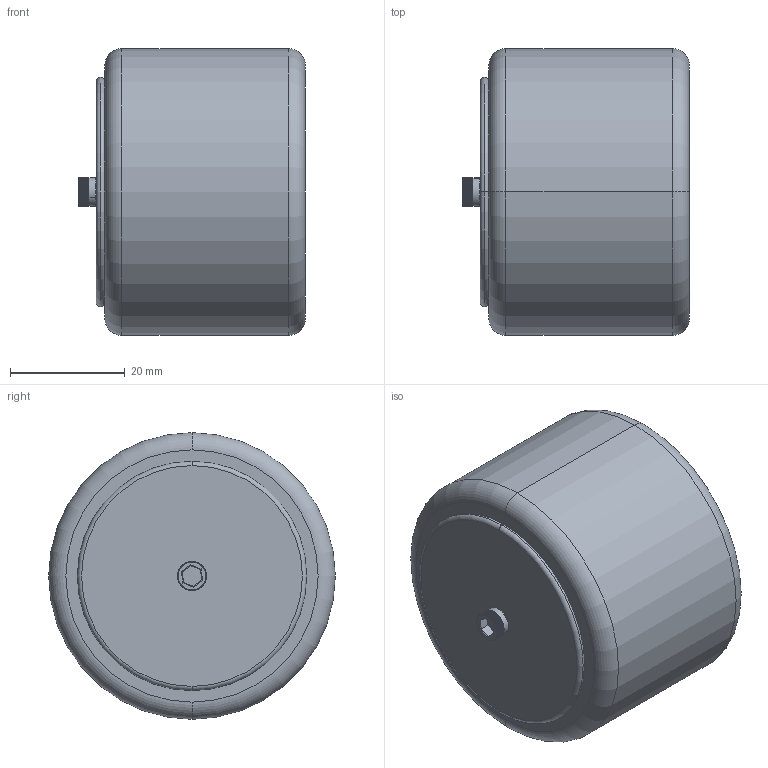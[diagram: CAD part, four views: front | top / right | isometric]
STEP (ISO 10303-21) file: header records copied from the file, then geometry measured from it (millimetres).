
FILE_DESCRIPTION (( 'STEP AP214' ), '1' );
FILE_NAME ('Wheel_Assembly.STEP', '2025-06-28T11:19:56', ( '' ), ( '' ), 'SwSTEP 2.0', 'SolidWorks 2025', '' );
FILE_SCHEMA (( 'AUTOMOTIVE_DESIGN' ));
Length unit declared in the file: millimetre
Products named in the file (6): wheel_washer; wheel_washer_2; Hex Coupling 6mm; PCI3-8_Valor predeterminado; wheel_foam; Wheel_Assembly
Assembly tree (5 placements, depth 2):
  Wheel_Assembly
    wheel_foam
    wheel_washer
    wheel_washer_2
    Hex Coupling 6mm
    PCI3-8_Valor predeterminado
Bounding box: 39.56 x 50 x 50 mm (x, y, z)
Volume: 66002.3 mm3; surface area: 15396.1 mm2
Topology: 5 solids, 5 shells, 1173 faces, 3208 edges, 2050 vertices
Faces by surface type: plane 751, cylinder 400, torus 16, cone 3, bspline 3
Entity records: 42532 total; most frequent: CARTESIAN_POINT 11900, DIRECTION 6794, ORIENTED_EDGE 6416, EDGE_CURVE 3208, AXIS2_PLACEMENT_3D 2575, VERTEX_POINT 2050, LINE 1644, VECTOR 1644
